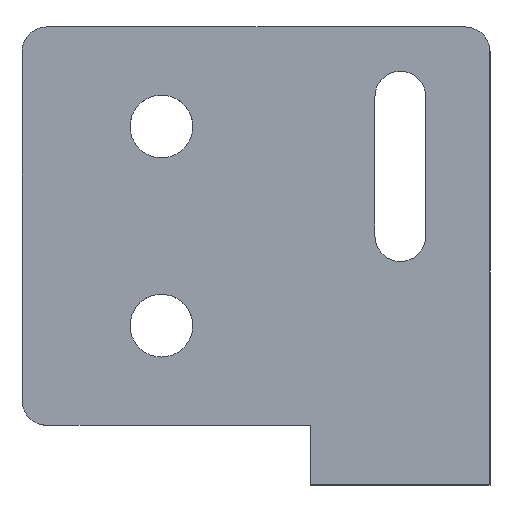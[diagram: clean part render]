
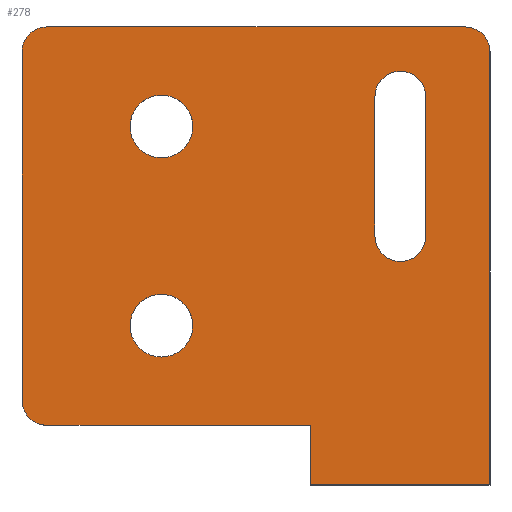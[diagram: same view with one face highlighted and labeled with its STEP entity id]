
A CAD part, top view. The second image highlights one B-rep face of the part: STEP entity #278.
In plain terms, the highlighted planar face has unit normal (0, 0, 1).
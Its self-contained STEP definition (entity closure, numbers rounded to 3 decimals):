
#111=CARTESIAN_POINT('',(291.,513.5,616.));
#112=DIRECTION('',(0.,0.,-1.));
#113=DIRECTION('',(1.,0.,0.));
#114=AXIS2_PLACEMENT_3D('',#111,#112,#113);
#115=PLANE('',#114);
#116=CARTESIAN_POINT('',(278.85,503.5,616.));
#117=VERTEX_POINT('',#116);
#118=CARTESIAN_POINT('',(285.15,503.5,616.));
#119=VERTEX_POINT('',#118);
#120=CARTESIAN_POINT('',(282.,503.5,616.));
#121=DIRECTION('',(0.,0.,-1.));
#122=DIRECTION('',(-1.,0.,0.));
#123=AXIS2_PLACEMENT_3D('',#120,#121,#122);
#124=CIRCLE('',#123,3.15);
#125=EDGE_CURVE('',#117,#119,#124,.T.);
#126=ORIENTED_EDGE('',*,*,#125,.T.);
#127=CARTESIAN_POINT('',(282.,503.5,616.));
#128=DIRECTION('',(0.,0.,-1.));
#129=DIRECTION('',(-1.,0.,0.));
#130=AXIS2_PLACEMENT_3D('',#127,#128,#129);
#131=CIRCLE('',#130,3.15);
#132=EDGE_CURVE('',#119,#117,#131,.T.);
#133=ORIENTED_EDGE('',*,*,#132,.T.);
#134=EDGE_LOOP('',(#126,#133));
#135=FACE_BOUND('',#134,.T.);
#136=CARTESIAN_POINT('',(303.45,512.5,616.));
#137=VERTEX_POINT('',#136);
#138=CARTESIAN_POINT('',(303.45,526.5,616.));
#139=VERTEX_POINT('',#138);
#140=CARTESIAN_POINT('',(303.45,512.5,616.));
#141=DIRECTION('',(0.,1.,-0.));
#142=VECTOR('',#141,14.);
#143=LINE('',#140,#142);
#144=EDGE_CURVE('',#137,#139,#143,.T.);
#145=ORIENTED_EDGE('',*,*,#144,.T.);
#146=CARTESIAN_POINT('',(308.55,526.5,616.));
#147=VERTEX_POINT('',#146);
#148=CARTESIAN_POINT('',(306.,526.5,616.));
#149=DIRECTION('',(0.,-0.,-1.));
#150=DIRECTION('',(1.,0.,0.));
#151=AXIS2_PLACEMENT_3D('',#148,#149,#150);
#152=CIRCLE('',#151,2.55);
#153=EDGE_CURVE('',#139,#147,#152,.T.);
#154=ORIENTED_EDGE('',*,*,#153,.T.);
#155=CARTESIAN_POINT('',(308.55,512.5,616.));
#156=VERTEX_POINT('',#155);
#157=CARTESIAN_POINT('',(308.55,512.5,616.));
#158=DIRECTION('',(0.,1.,-0.));
#159=VECTOR('',#158,14.);
#160=LINE('',#157,#159);
#161=EDGE_CURVE('',#156,#147,#160,.T.);
#162=ORIENTED_EDGE('',*,*,#161,.F.);
#163=CARTESIAN_POINT('',(306.,512.5,616.));
#164=DIRECTION('',(0.,0.,1.));
#165=DIRECTION('',(1.,0.,0.));
#166=AXIS2_PLACEMENT_3D('',#163,#164,#165);
#167=CIRCLE('',#166,2.55);
#168=EDGE_CURVE('',#137,#156,#167,.T.);
#169=ORIENTED_EDGE('',*,*,#168,.F.);
#170=EDGE_LOOP('',(#145,#154,#162,#169));
#171=FACE_BOUND('',#170,.T.);
#172=CARTESIAN_POINT('',(297.,487.5,616.));
#173=VERTEX_POINT('',#172);
#174=CARTESIAN_POINT('',(315.,487.5,616.));
#175=VERTEX_POINT('',#174);
#176=CARTESIAN_POINT('',(297.,487.5,616.));
#177=DIRECTION('',(1.,0.,0.));
#178=VECTOR('',#177,18.);
#179=LINE('',#176,#178);
#180=EDGE_CURVE('',#173,#175,#179,.T.);
#181=ORIENTED_EDGE('',*,*,#180,.T.);
#182=CARTESIAN_POINT('',(315.,531.,616.));
#183=VERTEX_POINT('',#182);
#184=CARTESIAN_POINT('',(315.,487.5,616.));
#185=DIRECTION('',(0.,1.,0.));
#186=VECTOR('',#185,43.5);
#187=LINE('',#184,#186);
#188=EDGE_CURVE('',#175,#183,#187,.T.);
#189=ORIENTED_EDGE('',*,*,#188,.T.);
#190=CARTESIAN_POINT('',(312.5,533.5,616.));
#191=VERTEX_POINT('',#190);
#192=CARTESIAN_POINT('',(312.5,531.,616.));
#193=DIRECTION('',(0.,0.,-1.));
#194=DIRECTION('',(-1.,0.,0.));
#195=AXIS2_PLACEMENT_3D('',#192,#193,#194);
#196=CIRCLE('',#195,2.5);
#197=EDGE_CURVE('',#191,#183,#196,.T.);
#198=ORIENTED_EDGE('',*,*,#197,.F.);
#199=CARTESIAN_POINT('',(270.5,533.5,616.));
#200=VERTEX_POINT('',#199);
#201=CARTESIAN_POINT('',(270.5,533.5,616.));
#202=DIRECTION('',(1.,0.,0.));
#203=VECTOR('',#202,42.);
#204=LINE('',#201,#203);
#205=EDGE_CURVE('',#200,#191,#204,.T.);
#206=ORIENTED_EDGE('',*,*,#205,.F.);
#207=CARTESIAN_POINT('',(268.732,532.768,616.));
#208=VERTEX_POINT('',#207);
#209=CARTESIAN_POINT('',(270.5,531.,616.));
#210=DIRECTION('',(0.,-0.,1.));
#211=DIRECTION('',(-1.,0.,0.));
#212=AXIS2_PLACEMENT_3D('',#209,#210,#211);
#213=CIRCLE('',#212,2.5);
#214=EDGE_CURVE('',#200,#208,#213,.T.);
#215=ORIENTED_EDGE('',*,*,#214,.T.);
#216=CARTESIAN_POINT('',(268.,531.,616.));
#217=VERTEX_POINT('',#216);
#218=CARTESIAN_POINT('',(270.5,531.,616.));
#219=DIRECTION('',(0.,-0.,1.));
#220=DIRECTION('',(-1.,0.,0.));
#221=AXIS2_PLACEMENT_3D('',#218,#219,#220);
#222=CIRCLE('',#221,2.5);
#223=EDGE_CURVE('',#208,#217,#222,.T.);
#224=ORIENTED_EDGE('',*,*,#223,.T.);
#225=CARTESIAN_POINT('',(268.,496.,616.));
#226=VERTEX_POINT('',#225);
#227=CARTESIAN_POINT('',(268.,496.,616.));
#228=DIRECTION('',(0.,1.,0.));
#229=VECTOR('',#228,35.);
#230=LINE('',#227,#229);
#231=EDGE_CURVE('',#226,#217,#230,.T.);
#232=ORIENTED_EDGE('',*,*,#231,.F.);
#233=CARTESIAN_POINT('',(270.5,493.5,616.));
#234=VERTEX_POINT('',#233);
#235=CARTESIAN_POINT('',(270.5,496.,616.));
#236=DIRECTION('',(0.,-0.,1.));
#237=DIRECTION('',(-1.,0.,0.));
#238=AXIS2_PLACEMENT_3D('',#235,#236,#237);
#239=CIRCLE('',#238,2.5);
#240=EDGE_CURVE('',#226,#234,#239,.T.);
#241=ORIENTED_EDGE('',*,*,#240,.T.);
#242=CARTESIAN_POINT('',(297.,493.5,616.));
#243=VERTEX_POINT('',#242);
#244=CARTESIAN_POINT('',(270.5,493.5,616.));
#245=DIRECTION('',(1.,0.,0.));
#246=VECTOR('',#245,26.5);
#247=LINE('',#244,#246);
#248=EDGE_CURVE('',#234,#243,#247,.T.);
#249=ORIENTED_EDGE('',*,*,#248,.T.);
#250=CARTESIAN_POINT('',(297.,487.5,616.));
#251=DIRECTION('',(0.,1.,0.));
#252=VECTOR('',#251,6.);
#253=LINE('',#250,#252);
#254=EDGE_CURVE('',#173,#243,#253,.T.);
#255=ORIENTED_EDGE('',*,*,#254,.F.);
#256=EDGE_LOOP('',(#181,#189,#198,#206,#215,#224,#232,#241,#249,#255));
#257=FACE_BOUND('',#256,.T.);
#258=CARTESIAN_POINT('',(278.85,523.5,616.));
#259=VERTEX_POINT('',#258);
#260=CARTESIAN_POINT('',(285.15,523.5,616.));
#261=VERTEX_POINT('',#260);
#262=CARTESIAN_POINT('',(282.,523.5,616.));
#263=DIRECTION('',(0.,0.,-1.));
#264=DIRECTION('',(-1.,0.,0.));
#265=AXIS2_PLACEMENT_3D('',#262,#263,#264);
#266=CIRCLE('',#265,3.15);
#267=EDGE_CURVE('',#259,#261,#266,.T.);
#268=ORIENTED_EDGE('',*,*,#267,.T.);
#269=CARTESIAN_POINT('',(282.,523.5,616.));
#270=DIRECTION('',(0.,0.,-1.));
#271=DIRECTION('',(-1.,0.,0.));
#272=AXIS2_PLACEMENT_3D('',#269,#270,#271);
#273=CIRCLE('',#272,3.15);
#274=EDGE_CURVE('',#261,#259,#273,.T.);
#275=ORIENTED_EDGE('',*,*,#274,.T.);
#276=EDGE_LOOP('',(#268,#275));
#277=FACE_BOUND('',#276,.T.);
#278=ADVANCED_FACE('',(#135,#171,#257,#277),#115,.F.);
